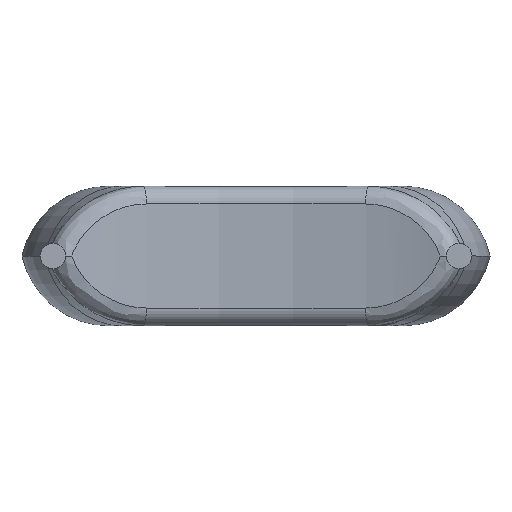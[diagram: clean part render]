
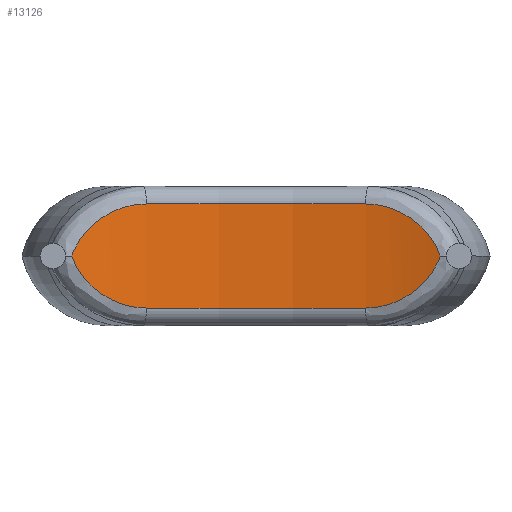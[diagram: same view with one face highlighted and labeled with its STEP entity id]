
A CAD part, front view. The second image highlights one B-rep face of the part: STEP entity #13126.
In plain terms, the highlighted cylindrical face has radius 11.311 mm (diameter 22.622 mm), a partial arc.
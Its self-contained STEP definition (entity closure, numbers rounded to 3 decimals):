
#170 = CARTESIAN_POINT ( 'NONE',  ( -2.778, -4.695, -0.902 ) ) ;
#403 = ORIENTED_EDGE ( 'NONE', *, *, #10899, .T. ) ;
#441 = CARTESIAN_POINT ( 'NONE',  ( -3.18, -4.805, 0.653 ) ) ;
#486 = CARTESIAN_POINT ( 'NONE',  ( 3.576, -4.93, -0.155 ) ) ;
#642 = CARTESIAN_POINT ( 'NONE',  ( 3.298, -4.841, -0.543 ) ) ;
#714 = DIRECTION ( 'NONE',  ( -1., 0., 0. ) ) ;
#989 = CARTESIAN_POINT ( 'NONE',  ( 0., -15.661, 1.025 ) ) ;
#1024 = CARTESIAN_POINT ( 'NONE',  ( 2.778, -4.695, 0.902 ) ) ;
#1028 = CARTESIAN_POINT ( 'NONE',  ( -2.16, -4.558, -1.025 ) ) ;
#1458 = AXIS2_PLACEMENT_3D ( 'NONE', #14256, #8491, #5365 ) ;
#1776 = B_SPLINE_CURVE_WITH_KNOTS ( 'NONE', 3,
 ( #9631, #13128, #9779, #6212, #10858, #441, #8874, #6603, #5376, #9921 ),
 .UNSPECIFIED., .F., .F.,
 ( 4, 2, 2, 2, 4 ),
 ( 0., 0., 0.001, 0.001, 0.002 ),
 .UNSPECIFIED. ) ;
#1866 = CARTESIAN_POINT ( 'NONE',  ( 3.298, -4.841, 0.543 ) ) ;
#1983 = EDGE_CURVE ( 'NONE', #3281, #3073, #14534, .T. ) ;
#2015 = VERTEX_POINT ( 'NONE', #9991 ) ;
#2075 = CARTESIAN_POINT ( 'NONE',  ( 3.18, -4.805, 0.653 ) ) ;
#2156 = CARTESIAN_POINT ( 'NONE',  ( 2.16, -4.558, 1.025 ) ) ;
#2529 = CARTESIAN_POINT ( 'NONE',  ( -2.321, -4.589, -1.025 ) ) ;
#2550 = EDGE_CURVE ( 'NONE', #2015, #3281, #9037, .T. ) ;
#2602 = AXIS2_PLACEMENT_3D ( 'NONE', #989, #14173, #5595 ) ;
#2683 = CARTESIAN_POINT ( 'NONE',  ( -2.476, -4.623, -0.999 ) ) ;
#2774 = CARTESIAN_POINT ( 'NONE',  ( 3.495, -4.903, -0.297 ) ) ;
#3072 = CARTESIAN_POINT ( 'NONE',  ( 2.321, -4.589, 1.025 ) ) ;
#3073 = VERTEX_POINT ( 'NONE', #14025 ) ;
#3281 = VERTEX_POINT ( 'NONE', #1028 ) ;
#4118 = EDGE_CURVE ( 'NONE', #5546, #2015, #1776, .T. ) ;
#4208 = CARTESIAN_POINT ( 'NONE',  ( 3.576, -4.93, 0.155 ) ) ;
#4360 = CARTESIAN_POINT ( 'NONE',  ( 2.16, -4.558, 1.025 ) ) ;
#4779 = ORIENTED_EDGE ( 'NONE', *, *, #14032, .T. ) ;
#4876 = CARTESIAN_POINT ( 'NONE',  ( -3.576, -4.93, -0.155 ) ) ;
#5365 = DIRECTION ( 'NONE',  ( 1., 0., 0. ) ) ;
#5376 = CARTESIAN_POINT ( 'NONE',  ( -3.576, -4.93, 0.155 ) ) ;
#5546 = VERTEX_POINT ( 'NONE', #9282 ) ;
#5578 = B_SPLINE_CURVE_WITH_KNOTS ( 'NONE', 3,
 ( #10054, #4208, #8919, #1866, #2075, #14828, #1024, #13469, #3072, #2156 ),
 .UNSPECIFIED., .F., .F.,
 ( 4, 2, 2, 2, 4 ),
 ( 0., 0., 0.001, 0.001, 0.002 ),
 .UNSPECIFIED. ) ;
#5595 = DIRECTION ( 'NONE',  ( 1., 0., 0. ) ) ;
#5732 = VERTEX_POINT ( 'NONE', #11430 ) ;
#6012 = CARTESIAN_POINT ( 'NONE',  ( -3.495, -4.903, -0.297 ) ) ;
#6212 = CARTESIAN_POINT ( 'NONE',  ( -2.778, -4.695, 0.902 ) ) ;
#6495 = FACE_OUTER_BOUND ( 'NONE', #12857, .T. ) ;
#6571 = CARTESIAN_POINT ( 'NONE',  ( 0., -15.661, 1.375 ) ) ;
#6603 = CARTESIAN_POINT ( 'NONE',  ( -3.495, -4.903, 0.297 ) ) ;
#7116 = VERTEX_POINT ( 'NONE', #4360 ) ;
#7267 = CARTESIAN_POINT ( 'NONE',  ( 2.476, -4.623, -0.999 ) ) ;
#7329 = CARTESIAN_POINT ( 'NONE',  ( -2.92, -4.733, -0.831 ) ) ;
#7566 = CARTESIAN_POINT ( 'NONE',  ( 2.778, -4.695, -0.902 ) ) ;
#7594 = CARTESIAN_POINT ( 'NONE',  ( -3.628, -4.948, 0. ) ) ;
#7629 = CYLINDRICAL_SURFACE ( 'NONE', #11558, 11.311 ) ;
#8491 = DIRECTION ( 'NONE',  ( 0., 0., -1. ) ) ;
#8671 = CIRCLE ( 'NONE', #2602, 11.311 ) ;
#8692 = DIRECTION ( 'NONE',  ( 0., 0., -1. ) ) ;
#8874 = CARTESIAN_POINT ( 'NONE',  ( -3.298, -4.841, 0.543 ) ) ;
#8919 = CARTESIAN_POINT ( 'NONE',  ( 3.495, -4.903, 0.297 ) ) ;
#9037 = B_SPLINE_CURVE_WITH_KNOTS ( 'NONE', 3,
 ( #7594, #4876, #6012, #10659, #10814, #7329, #170, #2683, #2529, #10588 ),
 .UNSPECIFIED., .F., .F.,
 ( 4, 2, 2, 2, 4 ),
 ( 0., 0., 0.001, 0.001, 0.002 ),
 .UNSPECIFIED. ) ;
#9133 = ORIENTED_EDGE ( 'NONE', *, *, #2550, .T. ) ;
#9282 = CARTESIAN_POINT ( 'NONE',  ( -2.16, -4.558, 1.025 ) ) ;
#9631 = CARTESIAN_POINT ( 'NONE',  ( -2.16, -4.558, 1.025 ) ) ;
#9747 = CARTESIAN_POINT ( 'NONE',  ( 2.321, -4.589, -1.025 ) ) ;
#9779 = CARTESIAN_POINT ( 'NONE',  ( -2.476, -4.623, 0.999 ) ) ;
#9819 = CARTESIAN_POINT ( 'NONE',  ( 3.18, -4.805, -0.653 ) ) ;
#9921 = CARTESIAN_POINT ( 'NONE',  ( -3.628, -4.948, 0. ) ) ;
#9991 = CARTESIAN_POINT ( 'NONE',  ( -3.628, -4.948, 0. ) ) ;
#10054 = CARTESIAN_POINT ( 'NONE',  ( 3.628, -4.948, 0. ) ) ;
#10588 = CARTESIAN_POINT ( 'NONE',  ( -2.16, -4.558, -1.025 ) ) ;
#10655 = B_SPLINE_CURVE_WITH_KNOTS ( 'NONE', 3,
 ( #12126, #9747, #7267, #7566, #10904, #9819, #642, #2774, #486, #14453 ),
 .UNSPECIFIED., .F., .F.,
 ( 4, 2, 2, 2, 4 ),
 ( 0., 0., 0.001, 0.001, 0.002 ),
 .UNSPECIFIED. ) ;
#10659 = CARTESIAN_POINT ( 'NONE',  ( -3.298, -4.841, -0.543 ) ) ;
#10814 = CARTESIAN_POINT ( 'NONE',  ( -3.18, -4.805, -0.653 ) ) ;
#10858 = CARTESIAN_POINT ( 'NONE',  ( -2.92, -4.733, 0.831 ) ) ;
#10899 = EDGE_CURVE ( 'NONE', #7116, #5546, #8671, .T. ) ;
#10904 = CARTESIAN_POINT ( 'NONE',  ( 2.92, -4.733, -0.831 ) ) ;
#11399 = ORIENTED_EDGE ( 'NONE', *, *, #4118, .T. ) ;
#11430 = CARTESIAN_POINT ( 'NONE',  ( 3.628, -4.948, 0. ) ) ;
#11558 = AXIS2_PLACEMENT_3D ( 'NONE', #6571, #8692, #714 ) ;
#12126 = CARTESIAN_POINT ( 'NONE',  ( 2.16, -4.558, -1.025 ) ) ;
#12161 = ORIENTED_EDGE ( 'NONE', *, *, #1983, .T. ) ;
#12857 = EDGE_LOOP ( 'NONE', ( #4779, #403, #11399, #9133, #12161, #13337 ) ) ;
#13126 = ADVANCED_FACE ( 'NONE', ( #6495 ), #7629, .F. ) ;
#13128 = CARTESIAN_POINT ( 'NONE',  ( -2.321, -4.589, 1.025 ) ) ;
#13337 = ORIENTED_EDGE ( 'NONE', *, *, #13948, .T. ) ;
#13469 = CARTESIAN_POINT ( 'NONE',  ( 2.476, -4.623, 0.999 ) ) ;
#13948 = EDGE_CURVE ( 'NONE', #3073, #5732, #10655, .T. ) ;
#14025 = CARTESIAN_POINT ( 'NONE',  ( 2.16, -4.558, -1.025 ) ) ;
#14032 = EDGE_CURVE ( 'NONE', #5732, #7116, #5578, .T. ) ;
#14173 = DIRECTION ( 'NONE',  ( 0., 0., 1. ) ) ;
#14256 = CARTESIAN_POINT ( 'NONE',  ( 0., -15.661, -1.025 ) ) ;
#14453 = CARTESIAN_POINT ( 'NONE',  ( 3.628, -4.948, 0. ) ) ;
#14534 = CIRCLE ( 'NONE', #1458, 11.311 ) ;
#14828 = CARTESIAN_POINT ( 'NONE',  ( 2.92, -4.733, 0.831 ) ) ;
